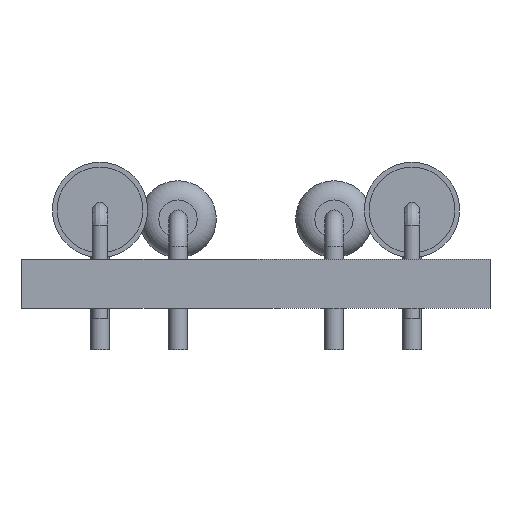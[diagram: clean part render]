
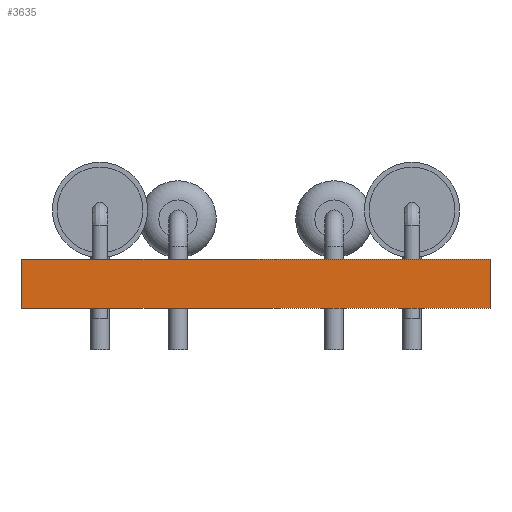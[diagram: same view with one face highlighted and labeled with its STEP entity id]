
A CAD part, front view. The second image highlights one B-rep face of the part: STEP entity #3635.
In plain terms, the highlighted planar face has unit normal (0, -1, 0).
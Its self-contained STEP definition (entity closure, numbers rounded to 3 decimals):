
#3454 = PLANE('',#3455);
#3455 = AXIS2_PLACEMENT_3D('',#3456,#3457,#3458);
#3456 = CARTESIAN_POINT('',(83.82,-66.04,0.));
#3457 = DIRECTION('',(1.,0.,0.));
#3458 = DIRECTION('',(0.,-1.,0.));
#3479 = VERTEX_POINT('',#3480);
#3480 = CARTESIAN_POINT('',(83.82,-167.64,1.6));
#3494 = PLANE('',#3495);
#3495 = AXIS2_PLACEMENT_3D('',#3496,#3497,#3498);
#3496 = CARTESIAN_POINT('',(83.82,-66.04,1.6));
#3497 = DIRECTION('',(0.,0.,1.));
#3498 = DIRECTION('',(1.,0.,0.));
#3506 = EDGE_CURVE('',#3507,#3479,#3509,.T.);
#3507 = VERTEX_POINT('',#3508);
#3508 = CARTESIAN_POINT('',(83.82,-167.64,0.));
#3509 = SURFACE_CURVE('',#3510,(#3514,#3521),.PCURVE_S1.);
#3510 = LINE('',#3511,#3512);
#3511 = CARTESIAN_POINT('',(83.82,-167.64,0.));
#3512 = VECTOR('',#3513,1.);
#3513 = DIRECTION('',(0.,0.,1.));
#3514 = PCURVE('',#3454,#3515);
#3515 = DEFINITIONAL_REPRESENTATION('',(#3516),#3520);
#3516 = LINE('',#3517,#3518);
#3517 = CARTESIAN_POINT('',(101.6,0.));
#3518 = VECTOR('',#3519,1.);
#3519 = DIRECTION('',(0.,-1.));
#3520 = ( GEOMETRIC_REPRESENTATION_CONTEXT(2) 
PARAMETRIC_REPRESENTATION_CONTEXT() REPRESENTATION_CONTEXT('2D SPACE',''
  ) );
#3521 = PCURVE('',#3522,#3527);
#3522 = PLANE('',#3523);
#3523 = AXIS2_PLACEMENT_3D('',#3524,#3525,#3526);
#3524 = CARTESIAN_POINT('',(83.82,-167.64,0.));
#3525 = DIRECTION('',(0.,-1.,0.));
#3526 = DIRECTION('',(-1.,0.,0.));
#3527 = DEFINITIONAL_REPRESENTATION('',(#3528),#3532);
#3528 = LINE('',#3529,#3530);
#3529 = CARTESIAN_POINT('',(0.,0.));
#3530 = VECTOR('',#3531,1.);
#3531 = DIRECTION('',(0.,-1.));
#3532 = ( GEOMETRIC_REPRESENTATION_CONTEXT(2) 
PARAMETRIC_REPRESENTATION_CONTEXT() REPRESENTATION_CONTEXT('2D SPACE',''
  ) );
#3548 = PLANE('',#3549);
#3549 = AXIS2_PLACEMENT_3D('',#3550,#3551,#3552);
#3550 = CARTESIAN_POINT('',(83.82,-66.04,0.));
#3551 = DIRECTION('',(0.,0.,1.));
#3552 = DIRECTION('',(1.,0.,0.));
#3581 = PLANE('',#3582);
#3582 = AXIS2_PLACEMENT_3D('',#3583,#3584,#3585);
#3583 = CARTESIAN_POINT('',(68.58,-167.64,0.));
#3584 = DIRECTION('',(-1.,0.,0.));
#3585 = DIRECTION('',(0.,1.,0.));
#3635 = ADVANCED_FACE('',(#3636),#3522,.T.);
#3636 = FACE_BOUND('',#3637,.T.);
#3637 = EDGE_LOOP('',(#3638,#3639,#3662,#3685));
#3638 = ORIENTED_EDGE('',*,*,#3506,.T.);
#3639 = ORIENTED_EDGE('',*,*,#3640,.T.);
#3640 = EDGE_CURVE('',#3479,#3641,#3643,.T.);
#3641 = VERTEX_POINT('',#3642);
#3642 = CARTESIAN_POINT('',(68.58,-167.64,1.6));
#3643 = SURFACE_CURVE('',#3644,(#3648,#3655),.PCURVE_S1.);
#3644 = LINE('',#3645,#3646);
#3645 = CARTESIAN_POINT('',(83.82,-167.64,1.6));
#3646 = VECTOR('',#3647,1.);
#3647 = DIRECTION('',(-1.,0.,0.));
#3648 = PCURVE('',#3522,#3649);
#3649 = DEFINITIONAL_REPRESENTATION('',(#3650),#3654);
#3650 = LINE('',#3651,#3652);
#3651 = CARTESIAN_POINT('',(0.,-1.6));
#3652 = VECTOR('',#3653,1.);
#3653 = DIRECTION('',(1.,0.));
#3654 = ( GEOMETRIC_REPRESENTATION_CONTEXT(2) 
PARAMETRIC_REPRESENTATION_CONTEXT() REPRESENTATION_CONTEXT('2D SPACE',''
  ) );
#3655 = PCURVE('',#3494,#3656);
#3656 = DEFINITIONAL_REPRESENTATION('',(#3657),#3661);
#3657 = LINE('',#3658,#3659);
#3658 = CARTESIAN_POINT('',(0.,-101.6));
#3659 = VECTOR('',#3660,1.);
#3660 = DIRECTION('',(-1.,0.));
#3661 = ( GEOMETRIC_REPRESENTATION_CONTEXT(2) 
PARAMETRIC_REPRESENTATION_CONTEXT() REPRESENTATION_CONTEXT('2D SPACE',''
  ) );
#3662 = ORIENTED_EDGE('',*,*,#3663,.F.);
#3663 = EDGE_CURVE('',#3664,#3641,#3666,.T.);
#3664 = VERTEX_POINT('',#3665);
#3665 = CARTESIAN_POINT('',(68.58,-167.64,0.));
#3666 = SURFACE_CURVE('',#3667,(#3671,#3678),.PCURVE_S1.);
#3667 = LINE('',#3668,#3669);
#3668 = CARTESIAN_POINT('',(68.58,-167.64,0.));
#3669 = VECTOR('',#3670,1.);
#3670 = DIRECTION('',(0.,0.,1.));
#3671 = PCURVE('',#3522,#3672);
#3672 = DEFINITIONAL_REPRESENTATION('',(#3673),#3677);
#3673 = LINE('',#3674,#3675);
#3674 = CARTESIAN_POINT('',(15.24,0.));
#3675 = VECTOR('',#3676,1.);
#3676 = DIRECTION('',(0.,-1.));
#3677 = ( GEOMETRIC_REPRESENTATION_CONTEXT(2) 
PARAMETRIC_REPRESENTATION_CONTEXT() REPRESENTATION_CONTEXT('2D SPACE',''
  ) );
#3678 = PCURVE('',#3581,#3679);
#3679 = DEFINITIONAL_REPRESENTATION('',(#3680),#3684);
#3680 = LINE('',#3681,#3682);
#3681 = CARTESIAN_POINT('',(0.,0.));
#3682 = VECTOR('',#3683,1.);
#3683 = DIRECTION('',(0.,-1.));
#3684 = ( GEOMETRIC_REPRESENTATION_CONTEXT(2) 
PARAMETRIC_REPRESENTATION_CONTEXT() REPRESENTATION_CONTEXT('2D SPACE',''
  ) );
#3685 = ORIENTED_EDGE('',*,*,#3686,.F.);
#3686 = EDGE_CURVE('',#3507,#3664,#3687,.T.);
#3687 = SURFACE_CURVE('',#3688,(#3692,#3699),.PCURVE_S1.);
#3688 = LINE('',#3689,#3690);
#3689 = CARTESIAN_POINT('',(83.82,-167.64,0.));
#3690 = VECTOR('',#3691,1.);
#3691 = DIRECTION('',(-1.,0.,0.));
#3692 = PCURVE('',#3522,#3693);
#3693 = DEFINITIONAL_REPRESENTATION('',(#3694),#3698);
#3694 = LINE('',#3695,#3696);
#3695 = CARTESIAN_POINT('',(0.,0.));
#3696 = VECTOR('',#3697,1.);
#3697 = DIRECTION('',(1.,0.));
#3698 = ( GEOMETRIC_REPRESENTATION_CONTEXT(2) 
PARAMETRIC_REPRESENTATION_CONTEXT() REPRESENTATION_CONTEXT('2D SPACE',''
  ) );
#3699 = PCURVE('',#3548,#3700);
#3700 = DEFINITIONAL_REPRESENTATION('',(#3701),#3705);
#3701 = LINE('',#3702,#3703);
#3702 = CARTESIAN_POINT('',(0.,-101.6));
#3703 = VECTOR('',#3704,1.);
#3704 = DIRECTION('',(-1.,0.));
#3705 = ( GEOMETRIC_REPRESENTATION_CONTEXT(2) 
PARAMETRIC_REPRESENTATION_CONTEXT() REPRESENTATION_CONTEXT('2D SPACE',''
  ) );
